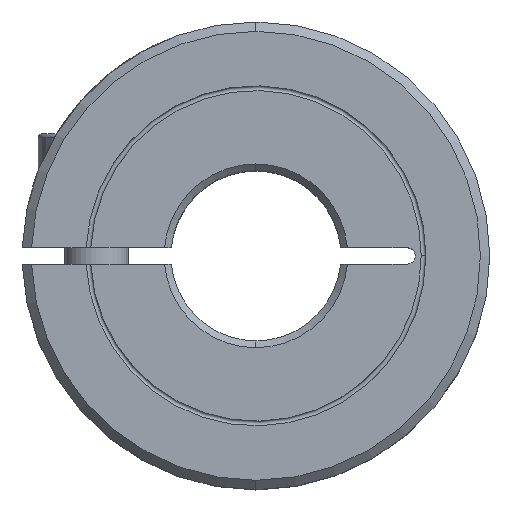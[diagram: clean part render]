
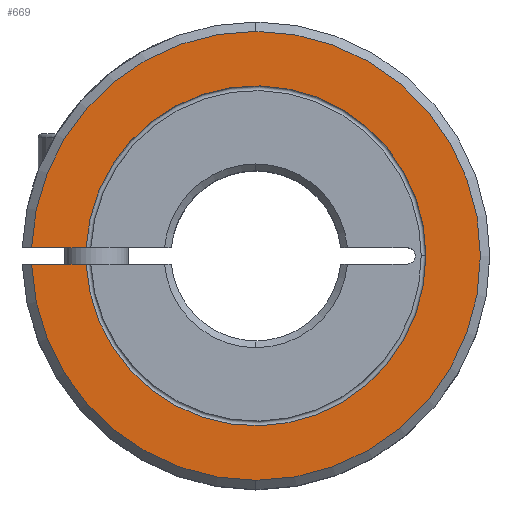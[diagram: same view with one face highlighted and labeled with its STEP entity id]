
A CAD part, top view. The second image highlights one B-rep face of the part: STEP entity #669.
In plain terms, the highlighted planar face has unit normal (0, 0, 1).
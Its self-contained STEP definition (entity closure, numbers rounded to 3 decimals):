
#437=EDGE_CURVE('',#935,#919,#1175,.T.);
#467=VERTEX_POINT('',#1209);
#495=EDGE_CURVE('',#467,#1037,#1240,.T.);
#575=VERTEX_POINT('',#1332);
#617=EDGE_CURVE('',#935,#677,#1376,.T.);
#643=EDGE_CURVE('',#677,#713,#1404,.T.);
#669=ADVANCED_FACE('',(#1433),#1434,.T.);
#677=VERTEX_POINT('',#1443);
#713=VERTEX_POINT('',#1485);
#837=EDGE_CURVE('',#713,#575,#1618,.T.);
#919=VERTEX_POINT('',#1707);
#935=VERTEX_POINT('',#1724);
#1037=VERTEX_POINT('',#1838);
#1065=EDGE_CURVE('',#575,#1037,#1870,.T.);
#1091=EDGE_CURVE('',#919,#467,#1900,.T.);
#1175=CIRCLE('',#1996,10.56);
#1209=CARTESIAN_POINT('',(0.,-10.56,9.0));
#1240=CIRCLE('',#2097,10.56);
#1332=CARTESIAN_POINT('',(-7.986,-0.385,9.0));
#1376=LINE('',#2307,#2308);
#1404=CIRCLE('',#2347,7.995);
#1433=FACE_OUTER_BOUND('',#2396,.T.);
#1434=PLANE('',#2397);
#1443=CARTESIAN_POINT('',(-7.986,0.385,9.0));
#1485=CARTESIAN_POINT('',(7.995,0.,9.0));
#1618=CIRCLE('',#2701,7.995);
#1707=CARTESIAN_POINT('',(0.,10.56,9.0));
#1724=CARTESIAN_POINT('',(-10.553,0.385,9.0));
#1838=CARTESIAN_POINT('',(-10.553,-0.385,9.0));
#1870=LINE('',#3173,#3174);
#1900=CIRCLE('',#3210,10.56);
#1996=AXIS2_PLACEMENT_3D('',#3294,#3295,#3296);
#2097=AXIS2_PLACEMENT_3D('',#3373,#3374,#3375);
#2307=CARTESIAN_POINT('',(-1.221,0.385,9.0));
#2308=VECTOR('',#3548,1.0);
#2347=AXIS2_PLACEMENT_3D('',#3572,#3573,#3574);
#2396=EDGE_LOOP('',(#3608,#3609,#3610,#3611,#3612,#3613,#3614));
#2397=AXIS2_PLACEMENT_3D('',#3615,#3616,#3617);
#2701=AXIS2_PLACEMENT_3D('',#3817,#3818,#3819);
#3173=CARTESIAN_POINT('',(-1.221,-0.385,9.0));
#3174=VECTOR('',#4121,1.0);
#3210=AXIS2_PLACEMENT_3D('',#4160,#4161,#4162);
#3294=CARTESIAN_POINT('',(0.,0.0,9.0));
#3295=DIRECTION('',(0.,0.0,-1.0));
#3296=DIRECTION('',(0.0,1.0,0.0));
#3373=CARTESIAN_POINT('',(0.,0.0,9.0));
#3374=DIRECTION('',(0.,0.0,-1.0));
#3375=DIRECTION('',(0.0,1.0,0.0));
#3548=DIRECTION('',(1.0,0.0,0.));
#3572=CARTESIAN_POINT('',(0.,0.0,9.0));
#3573=DIRECTION('',(0.,0.0,-1.0));
#3574=DIRECTION('',(1.0,0.0,0.));
#3608=ORIENTED_EDGE('',*,*,#1065,.T.);
#3609=ORIENTED_EDGE('',*,*,#495,.F.);
#3610=ORIENTED_EDGE('',*,*,#1091,.F.);
#3611=ORIENTED_EDGE('',*,*,#437,.F.);
#3612=ORIENTED_EDGE('',*,*,#617,.T.);
#3613=ORIENTED_EDGE('',*,*,#643,.T.);
#3614=ORIENTED_EDGE('',*,*,#837,.T.);
#3615=CARTESIAN_POINT('',(0.,7.44,9.0));
#3616=DIRECTION('',(0.,0.0,1.0));
#3617=DIRECTION('',(0.0,-1.0,0.0));
#3817=CARTESIAN_POINT('',(0.,0.0,9.0));
#3818=DIRECTION('',(0.,0.0,-1.0));
#3819=DIRECTION('',(1.0,0.0,0.));
#4121=DIRECTION('',(-1.0,0.0,0.));
#4160=CARTESIAN_POINT('',(0.,0.0,9.0));
#4161=DIRECTION('',(0.,0.0,-1.0));
#4162=DIRECTION('',(0.0,1.0,0.0));
